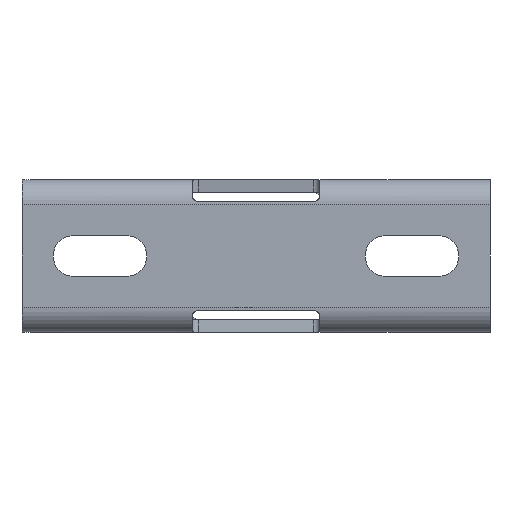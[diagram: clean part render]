
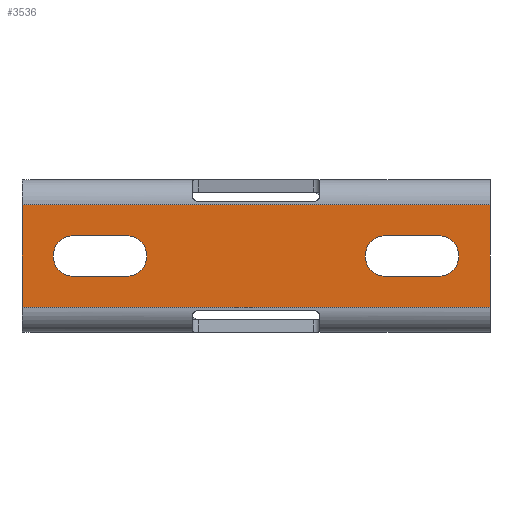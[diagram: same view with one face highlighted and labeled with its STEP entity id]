
A CAD part, front view. The second image highlights one B-rep face of the part: STEP entity #3536.
In plain terms, the highlighted planar face has unit normal (0, -1, 0).
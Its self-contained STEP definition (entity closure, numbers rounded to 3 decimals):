
#1=DIRECTION('',(0.,0.,-1.));
#2=VECTOR('',#1,33.);
#3=CARTESIAN_POINT('',(75.,0.,16.5));
#4=LINE('',#3,#2);
#5=DIRECTION('',(0.,0.,1.));
#6=VECTOR('',#5,33.);
#7=CARTESIAN_POINT('',(-75.,0.,-16.5));
#8=LINE('',#7,#6);
#9=DIRECTION('',(-1.,0.,0.));
#10=VECTOR('',#9,17.);
#11=CARTESIAN_POINT('',(-41.5,0.,-6.5));
#12=LINE('',#11,#10);
#13=CARTESIAN_POINT('',(-41.5,0.,0.));
#14=DIRECTION('',(0.,-1.,0.));
#15=DIRECTION('',(0.,0.,-1.));
#16=AXIS2_PLACEMENT_3D('',#13,#14,#15);
#18=DIRECTION('',(1.,0.,0.));
#19=VECTOR('',#18,17.);
#20=CARTESIAN_POINT('',(-58.5,0.,6.5));
#21=LINE('',#20,#19);
#22=CARTESIAN_POINT('',(-58.5,0.,0.));
#23=DIRECTION('',(0.,-1.,0.));
#24=DIRECTION('',(0.,0.,1.));
#25=AXIS2_PLACEMENT_3D('',#22,#23,#24);
#27=DIRECTION('',(-1.,0.,0.));
#28=VECTOR('',#27,17.);
#29=CARTESIAN_POINT('',(58.5,0.,-6.5));
#30=LINE('',#29,#28);
#31=CARTESIAN_POINT('',(58.5,0.,0.));
#32=DIRECTION('',(0.,-1.,0.));
#33=DIRECTION('',(0.,0.,-1.));
#34=AXIS2_PLACEMENT_3D('',#31,#32,#33);
#36=DIRECTION('',(1.,0.,0.));
#37=VECTOR('',#36,17.);
#38=CARTESIAN_POINT('',(41.5,0.,6.5));
#39=LINE('',#38,#37);
#40=CARTESIAN_POINT('',(41.5,0.,0.));
#41=DIRECTION('',(0.,-1.,0.));
#42=DIRECTION('',(0.,0.,1.));
#43=AXIS2_PLACEMENT_3D('',#40,#41,#42);
#54=DIRECTION('',(1.,0.,0.));
#55=VECTOR('',#54,150.);
#56=CARTESIAN_POINT('',(-75.,0.,16.5));
#57=LINE('',#56,#55);
#261=DIRECTION('',(-1.,0.,0.));
#262=VECTOR('',#261,150.);
#263=CARTESIAN_POINT('',(75.,0.,-16.5));
#264=LINE('',#263,#262);
#2721=CARTESIAN_POINT('',(75.,0.,16.5));
#2722=VERTEX_POINT('',#2721);
#2723=CARTESIAN_POINT('',(-75.,0.,16.5));
#2724=VERTEX_POINT('',#2723);
#2737=CARTESIAN_POINT('',(-75.,0.,-16.5));
#2738=VERTEX_POINT('',#2737);
#2739=CARTESIAN_POINT('',(75.,0.,-16.5));
#2740=VERTEX_POINT('',#2739);
#2749=CARTESIAN_POINT('',(-41.5,0.,-6.5));
#2750=CARTESIAN_POINT('',(-58.5,0.,-6.5));
#2751=VERTEX_POINT('',#2749);
#2752=VERTEX_POINT('',#2750);
#2753=CARTESIAN_POINT('',(-58.5,0.,6.5));
#2754=VERTEX_POINT('',#2753);
#2755=CARTESIAN_POINT('',(-41.5,0.,6.5));
#2756=VERTEX_POINT('',#2755);
#2757=CARTESIAN_POINT('',(58.5,0.,-6.5));
#2758=CARTESIAN_POINT('',(41.5,0.,-6.5));
#2759=VERTEX_POINT('',#2757);
#2760=VERTEX_POINT('',#2758);
#2761=CARTESIAN_POINT('',(41.5,0.,6.5));
#2762=VERTEX_POINT('',#2761);
#2763=CARTESIAN_POINT('',(58.5,0.,6.5));
#2764=VERTEX_POINT('',#2763);
#3501=CARTESIAN_POINT('',(0.,0.,0.));
#3502=DIRECTION('',(0.,1.,0.));
#3503=DIRECTION('',(0.,0.,-1.));
#3504=AXIS2_PLACEMENT_3D('',#3501,#3502,#3503);
#3505=PLANE('',#3504);
#3507=ORIENTED_EDGE('',*,*,#3506,.T.);
#3509=ORIENTED_EDGE('',*,*,#3508,.T.);
#3511=ORIENTED_EDGE('',*,*,#3510,.T.);
#3513=ORIENTED_EDGE('',*,*,#3512,.T.);
#3514=EDGE_LOOP('',(#3507,#3509,#3511,#3513));
#3515=FACE_OUTER_BOUND('',#3514,.F.);
#3517=ORIENTED_EDGE('',*,*,#3516,.F.);
#3519=ORIENTED_EDGE('',*,*,#3518,.T.);
#3521=ORIENTED_EDGE('',*,*,#3520,.F.);
#3523=ORIENTED_EDGE('',*,*,#3522,.T.);
#3524=EDGE_LOOP('',(#3517,#3519,#3521,#3523));
#3525=FACE_BOUND('',#3524,.F.);
#3527=ORIENTED_EDGE('',*,*,#3526,.F.);
#3529=ORIENTED_EDGE('',*,*,#3528,.T.);
#3531=ORIENTED_EDGE('',*,*,#3530,.F.);
#3533=ORIENTED_EDGE('',*,*,#3532,.T.);
#3534=EDGE_LOOP('',(#3527,#3529,#3531,#3533));
#3535=FACE_BOUND('',#3534,.F.);
#3536=ADVANCED_FACE('',(#3515,#3525,#3535),#3505,.F.);
#17=CIRCLE('',#16,6.5);
#26=CIRCLE('',#25,6.5);
#35=CIRCLE('',#34,6.5);
#44=CIRCLE('',#43,6.5);
#3506=EDGE_CURVE('',#2724,#2722,#57,.T.);
#3508=EDGE_CURVE('',#2722,#2740,#4,.T.);
#3510=EDGE_CURVE('',#2740,#2738,#264,.T.);
#3512=EDGE_CURVE('',#2738,#2724,#8,.T.);
#3516=EDGE_CURVE('',#2751,#2752,#12,.T.);
#3518=EDGE_CURVE('',#2751,#2756,#17,.T.);
#3520=EDGE_CURVE('',#2754,#2756,#21,.T.);
#3522=EDGE_CURVE('',#2754,#2752,#26,.T.);
#3526=EDGE_CURVE('',#2759,#2760,#30,.T.);
#3528=EDGE_CURVE('',#2759,#2764,#35,.T.);
#3530=EDGE_CURVE('',#2762,#2764,#39,.T.);
#3532=EDGE_CURVE('',#2762,#2760,#44,.T.);
